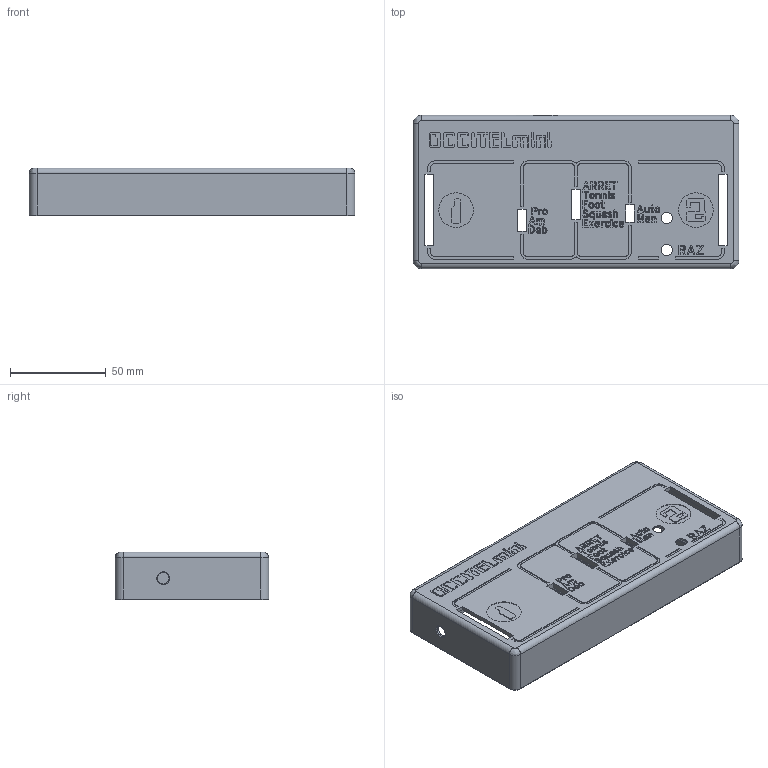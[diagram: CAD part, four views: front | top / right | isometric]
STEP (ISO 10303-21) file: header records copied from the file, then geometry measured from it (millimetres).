
FILE_DESCRIPTION(/* description */ (''),/* implementation_level */ '2;1');
FILE_NAME(/* name */ 'boitier.step',/* time_stamp */ '2024-11-19T14:14:19+01:00',/* author */ (''),/* organization */ (''),/* preprocessor_version */ 'ST-DEVELOPER v20',/* originating_system */ 'Autodesk Translation Framework v13.20.0.188',/* authorisation */ '');
FILE_SCHEMA (('AP203_CONFIGURATION_CONTROLLED_3D_DESIGN_OF_MECHANICAL_PARTS_AND_ASSEMBLIES_MIM_LF { 1 0 10303 203 3 1 4 }','AUTOMOTIVE_DESIGN { 1 0 10303 214 3 1 1 }'));
Products named in the file (2): Newccitel; Case
Assembly tree (1 placements, depth 2):
  Newccitel
    Case
Bounding box: 170 x 80 x 25 mm (x, y, z)
Volume: 84229.3 mm3; surface area: 56560.5 mm2
Topology: 1 solids, 1 shells, 1783 faces, 4863 edges, 3181 vertices
Faces by surface type: plane 917, bspline 684, cylinder 123, cone 31, torus 24, sphere 4
Full cylindrical faces by diameter (mm): 2.5 x2, 3.5 x1, 6 x4, 11 x2, 18 x2
Entity records: 62149 total; most frequent: CARTESIAN_POINT 21648, ORIENTED_EDGE 9654, DIRECTION 5994, EDGE_CURVE 4827, VERTEX_POINT 3167, LINE 3160, VECTOR 3160, EDGE_LOOP 1922
